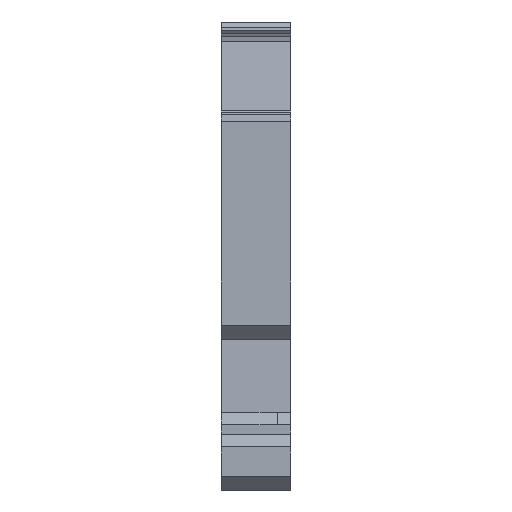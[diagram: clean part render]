
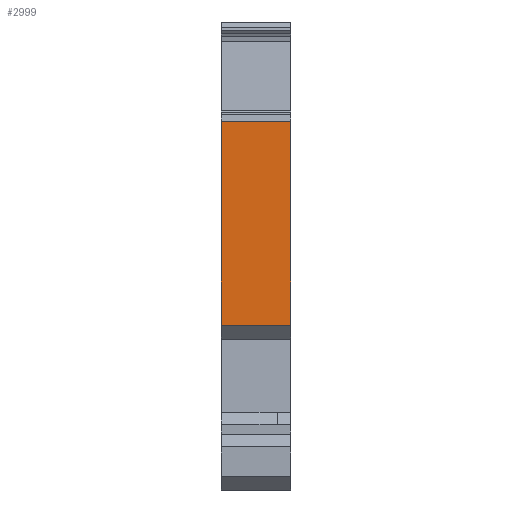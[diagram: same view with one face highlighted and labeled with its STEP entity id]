
A CAD part, left-side view. The second image highlights one B-rep face of the part: STEP entity #2999.
In plain terms, the highlighted free-form (B-spline) face has degree [1, 1] with [2, 2] control points.
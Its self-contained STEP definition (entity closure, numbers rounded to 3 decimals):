
#2920=CARTESIAN_POINT('',(-19.343,-5.2,21.717));
#2921=VERTEX_POINT('',#2920);
#2928=CARTESIAN_POINT('',(-19.343,-10.4,21.717));
#2929=VERTEX_POINT('',#2928);
#2930=CARTESIAN_POINT('',(-19.343,-10.4,21.717));
#2931=CARTESIAN_POINT('',(-19.343,-5.2,21.717));
#2932=B_SPLINE_CURVE_WITH_KNOTS('',1,(#2930,#2931),.POLYLINE_FORM.,.F.,.U.,(2,2),(0.,1.),.UNSPECIFIED.);
#2933=EDGE_CURVE('',#2929,#2921,#2932,.T.);
#2949=CARTESIAN_POINT('',(-19.343,-10.4,6.4));
#2950=VERTEX_POINT('',#2949);
#2951=CARTESIAN_POINT('',(-19.343,-5.2,6.4));
#2952=VERTEX_POINT('',#2951);
#2953=CARTESIAN_POINT('',(-19.343,-10.4,6.4));
#2954=CARTESIAN_POINT('',(-19.343,-5.2,6.4));
#2955=B_SPLINE_CURVE_WITH_KNOTS('',1,(#2953,#2954),.POLYLINE_FORM.,.F.,.U.,(2,2),(0.,1.),.UNSPECIFIED.);
#2956=EDGE_CURVE('',#2950,#2952,#2955,.T.);
#2972=CARTESIAN_POINT('',(-19.343,-10.4,21.717));
#2973=CARTESIAN_POINT('',(-19.343,-5.2,21.717));
#2974=CARTESIAN_POINT('',(-19.343,-10.4,6.4));
#2975=CARTESIAN_POINT('',(-19.343,-5.2,6.4));
#2976=B_SPLINE_SURFACE_WITH_KNOTS('',1,1,((#2972,#2973),(#2974,#2975)),.PLANE_SURF.,.F.,.F.,.U.,(2,2),(2,2),(0.,1.),(0.,1.),.UNSPECIFIED.);
#2977=CARTESIAN_POINT('',(-19.343,-10.4,21.717));
#2978=CARTESIAN_POINT('',(-19.343,-10.4,6.4));
#2979=B_SPLINE_CURVE_WITH_KNOTS('',1,(#2977,#2978),.POLYLINE_FORM.,.F.,.U.,(2,2),(0.,1.),.UNSPECIFIED.);
#2980=EDGE_CURVE('',#2929,#2950,#2979,.T.);
#2981=ORIENTED_EDGE('',*,*,#2980,.T.);
#2982=ORIENTED_EDGE('',*,*,#2956,.T.);
#2983=CARTESIAN_POINT('',(-19.343,-5.2,21.716));
#2984=VERTEX_POINT('',#2983);
#2985=CARTESIAN_POINT('',(-19.343,-5.2,21.716));
#2986=CARTESIAN_POINT('',(-19.343,-5.2,6.4));
#2987=B_SPLINE_CURVE_WITH_KNOTS('',1,(#2985,#2986),.POLYLINE_FORM.,.F.,.U.,(2,2),(0.,1.),.UNSPECIFIED.);
#2988=EDGE_CURVE('',#2984,#2952,#2987,.T.);
#2989=ORIENTED_EDGE('',*,*,#2988,.F.);
#2990=CARTESIAN_POINT('',(-19.343,-5.2,21.717));
#2991=CARTESIAN_POINT('',(-19.343,-5.2,21.716));
#2992=CARTESIAN_POINT('',(-19.343,-5.2,21.716));
#2993=(BOUNDED_CURVE()B_SPLINE_CURVE(2,(#2990,#2991,#2992),.CIRCULAR_ARC.,.F.,.U.)B_SPLINE_CURVE_WITH_KNOTS((3,3),(0.207,0.213),.UNSPECIFIED.)CURVE()GEOMETRIC_REPRESENTATION_ITEM()RATIONAL_B_SPLINE_CURVE((0.972,0.972,0.971))REPRESENTATION_ITEM(''));
#2994=EDGE_CURVE('',#2921,#2984,#2993,.T.);
#2995=ORIENTED_EDGE('',*,*,#2994,.F.);
#2996=ORIENTED_EDGE('',*,*,#2933,.F.);
#2997=EDGE_LOOP('',(#2981,#2982,#2989,#2995,#2996));
#2998=FACE_OUTER_BOUND('',#2997,.F.);
#2999=ADVANCED_FACE('',(#2998),#2976,.F.);
